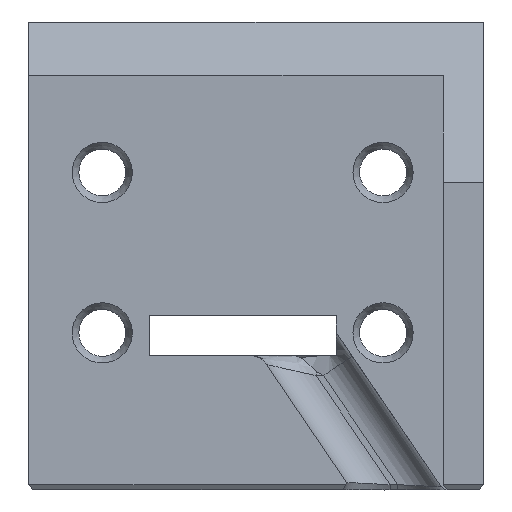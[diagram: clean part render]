
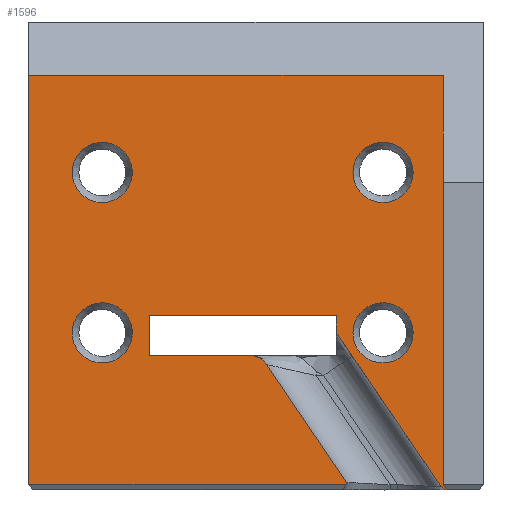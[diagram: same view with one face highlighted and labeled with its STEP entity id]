
A CAD part, front view. The second image highlights one B-rep face of the part: STEP entity #1596.
In plain terms, the highlighted planar face has unit normal (0, -1, 0).
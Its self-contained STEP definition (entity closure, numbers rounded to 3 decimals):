
#71=FACE_BOUND('',#280,.T.);
#72=FACE_BOUND('',#281,.T.);
#73=FACE_BOUND('',#282,.T.);
#74=FACE_BOUND('',#283,.T.);
#99=CIRCLE('',#1721,1.5);
#100=CIRCLE('',#1722,2.25);
#101=CIRCLE('',#1723,2.25);
#102=CIRCLE('',#1724,2.25);
#103=CIRCLE('',#1725,2.25);
#183=FACE_OUTER_BOUND('',#279,.T.);
#279=EDGE_LOOP('',(#1188,#1189,#1190,#1191,#1192,#1193,#1194,#1195,#1196,
#1197,#1198,#1199,#1200,#1201,#1202));
#280=EDGE_LOOP('',(#1203));
#281=EDGE_LOOP('',(#1204));
#282=EDGE_LOOP('',(#1205));
#283=EDGE_LOOP('',(#1206));
#357=LINE('',#2295,#511);
#360=LINE('',#2301,#514);
#361=LINE('',#2304,#515);
#373=LINE('',#2328,#527);
#403=LINE('',#2448,#557);
#412=LINE('',#2482,#566);
#414=LINE('',#2486,#568);
#415=LINE('',#2488,#569);
#416=LINE('',#2490,#570);
#417=LINE('',#2494,#571);
#418=LINE('',#2496,#572);
#419=LINE('',#2498,#573);
#420=LINE('',#2500,#574);
#421=LINE('',#2501,#575);
#511=VECTOR('',#1836,31.);
#514=VECTOR('',#1841,30.6);
#515=VECTOR('',#1844,0.495);
#527=VECTOR('',#1866,0.211);
#557=VECTOR('',#1940,30.6);
#566=VECTOR('',#1981,23.703);
#568=VECTOR('',#1985,0.114);
#569=VECTOR('',#1986,0.178);
#570=VECTOR('',#1987,10.671);
#571=VECTOR('',#1990,7.538);
#572=VECTOR('',#1991,3.);
#573=VECTOR('',#1992,14.);
#574=VECTOR('',#1993,1.268);
#575=VECTOR('',#1994,13.956);
#662=VERTEX_POINT('',#2288);
#664=VERTEX_POINT('',#2293);
#666=VERTEX_POINT('',#2298);
#667=VERTEX_POINT('',#2303);
#674=VERTEX_POINT('',#2327);
#709=VERTEX_POINT('',#2445);
#719=VERTEX_POINT('',#2481);
#720=VERTEX_POINT('',#2485);
#721=VERTEX_POINT('',#2487);
#722=VERTEX_POINT('',#2489);
#723=VERTEX_POINT('',#2491);
#724=VERTEX_POINT('',#2493);
#725=VERTEX_POINT('',#2495);
#726=VERTEX_POINT('',#2497);
#727=VERTEX_POINT('',#2499);
#728=VERTEX_POINT('',#2502);
#729=VERTEX_POINT('',#2504);
#730=VERTEX_POINT('',#2506);
#731=VERTEX_POINT('',#2508);
#815=EDGE_CURVE('',#664,#662,#357,.T.);
#818=EDGE_CURVE('',#662,#666,#360,.T.);
#819=EDGE_CURVE('',#667,#666,#361,.T.);
#831=EDGE_CURVE('',#667,#674,#373,.T.);
#876=EDGE_CURVE('',#664,#709,#403,.T.);
#893=EDGE_CURVE('',#719,#709,#412,.T.);
#895=EDGE_CURVE('',#720,#674,#414,.T.);
#896=EDGE_CURVE('',#719,#721,#415,.T.);
#897=EDGE_CURVE('',#721,#722,#416,.T.);
#898=EDGE_CURVE('',#722,#723,#99,.T.);
#899=EDGE_CURVE('',#723,#724,#417,.T.);
#900=EDGE_CURVE('',#724,#725,#418,.T.);
#901=EDGE_CURVE('',#725,#726,#419,.T.);
#902=EDGE_CURVE('',#726,#727,#420,.T.);
#903=EDGE_CURVE('',#720,#727,#421,.T.);
#904=EDGE_CURVE('',#728,#728,#100,.T.);
#905=EDGE_CURVE('',#729,#729,#101,.T.);
#906=EDGE_CURVE('',#730,#730,#102,.T.);
#907=EDGE_CURVE('',#731,#731,#103,.T.);
#1188=ORIENTED_EDGE('',*,*,#895,.T.);
#1189=ORIENTED_EDGE('',*,*,#831,.F.);
#1190=ORIENTED_EDGE('',*,*,#819,.T.);
#1191=ORIENTED_EDGE('',*,*,#818,.F.);
#1192=ORIENTED_EDGE('',*,*,#815,.F.);
#1193=ORIENTED_EDGE('',*,*,#876,.T.);
#1194=ORIENTED_EDGE('',*,*,#893,.F.);
#1195=ORIENTED_EDGE('',*,*,#896,.T.);
#1196=ORIENTED_EDGE('',*,*,#897,.T.);
#1197=ORIENTED_EDGE('',*,*,#898,.T.);
#1198=ORIENTED_EDGE('',*,*,#899,.T.);
#1199=ORIENTED_EDGE('',*,*,#900,.T.);
#1200=ORIENTED_EDGE('',*,*,#901,.T.);
#1201=ORIENTED_EDGE('',*,*,#902,.T.);
#1202=ORIENTED_EDGE('',*,*,#903,.F.);
#1203=ORIENTED_EDGE('',*,*,#904,.T.);
#1204=ORIENTED_EDGE('',*,*,#905,.T.);
#1205=ORIENTED_EDGE('',*,*,#906,.T.);
#1206=ORIENTED_EDGE('',*,*,#907,.T.);
#1540=PLANE('',#1720);
#1596=ADVANCED_FACE('',(#183,#71,#72,#73,#74),#1540,.T.);
#1720=AXIS2_PLACEMENT_3D('',#2484,#1983,#1984);
#1721=AXIS2_PLACEMENT_3D('',#2492,#1988,#1989);
#1722=AXIS2_PLACEMENT_3D('',#2503,#1995,#1996);
#1723=AXIS2_PLACEMENT_3D('',#2505,#1997,#1998);
#1724=AXIS2_PLACEMENT_3D('',#2507,#1999,#2000);
#1725=AXIS2_PLACEMENT_3D('',#2509,#2001,#2002);
#1836=DIRECTION('',(1.,0.,0.));
#1841=DIRECTION('',(0.,0.,-1.));
#1844=DIRECTION('',(-0.59,0.,0.808));
#1866=DIRECTION('',(-1.,0.,0.));
#1940=DIRECTION('',(0.,0.,-1.));
#1981=DIRECTION('',(-1.,0.,0.));
#1983=DIRECTION('center_axis',(0.,-1.,0.));
#1984=DIRECTION('ref_axis',(-1.,0.,0.));
#1985=DIRECTION('',(0.715,0.,-0.699));
#1986=DIRECTION('',(0.394,0.,0.919));
#1987=DIRECTION('',(-0.562,0.,0.827));
#1988=DIRECTION('center_axis',(0.,-1.,0.));
#1989=DIRECTION('ref_axis',(0.827,0.,0.562));
#1990=DIRECTION('',(-1.,0.,0.));
#1991=DIRECTION('',(0.,0.,1.));
#1992=DIRECTION('',(1.,0.,0.));
#1993=DIRECTION('',(0.,0.,-1.));
#1994=DIRECTION('',(-0.562,0.,0.827));
#1995=DIRECTION('center_axis',(0.,1.,0.));
#1996=DIRECTION('ref_axis',(1.,0.,0.));
#1997=DIRECTION('center_axis',(0.,1.,0.));
#1998=DIRECTION('ref_axis',(-1.,0.,0.));
#1999=DIRECTION('center_axis',(0.,1.,0.));
#2000=DIRECTION('ref_axis',(-1.,0.,0.));
#2001=DIRECTION('center_axis',(0.,1.,0.));
#2002=DIRECTION('ref_axis',(-1.,0.,0.));
#2288=CARTESIAN_POINT('',(15.,22.005,282.872));
#2293=CARTESIAN_POINT('',(-16.,22.005,282.872));
#2295=CARTESIAN_POINT('',(-16.,22.005,282.872));
#2298=CARTESIAN_POINT('',(15.,22.005,252.272));
#2301=CARTESIAN_POINT('',(15.,22.005,282.872));
#2303=CARTESIAN_POINT('',(15.292,22.005,251.872));
#2304=CARTESIAN_POINT('',(15.292,22.005,251.872));
#2327=CARTESIAN_POINT('',(15.081,22.005,251.872));
#2328=CARTESIAN_POINT('',(15.292,22.005,251.872));
#2445=CARTESIAN_POINT('',(-16.,22.005,252.272));
#2448=CARTESIAN_POINT('',(-16.,22.005,282.872));
#2481=CARTESIAN_POINT('',(7.703,22.005,252.272));
#2482=CARTESIAN_POINT('',(7.703,22.005,252.272));
#2484=CARTESIAN_POINT('Origin',(0.,22.005,0.));
#2485=CARTESIAN_POINT('',(14.84,22.005,252.108));
#2486=CARTESIAN_POINT('',(15.,22.005,251.951));
#2487=CARTESIAN_POINT('',(7.774,22.005,252.436));
#2488=CARTESIAN_POINT('',(7.703,22.005,252.272));
#2489=CARTESIAN_POINT('',(1.779,22.005,261.264));
#2490=CARTESIAN_POINT('',(7.774,22.005,252.436));
#2491=CARTESIAN_POINT('',(0.538,22.005,261.922));
#2492=CARTESIAN_POINT('Origin',(0.538,22.005,260.422));
#2493=CARTESIAN_POINT('',(-7.,22.005,261.922));
#2494=CARTESIAN_POINT('',(0.538,22.005,261.922));
#2495=CARTESIAN_POINT('',(-7.,22.005,264.922));
#2496=CARTESIAN_POINT('',(-7.,22.005,261.922));
#2497=CARTESIAN_POINT('',(7.,22.005,264.922));
#2498=CARTESIAN_POINT('',(-7.,22.005,264.922));
#2499=CARTESIAN_POINT('',(7.,22.005,263.654));
#2500=CARTESIAN_POINT('',(7.,22.005,264.922));
#2501=CARTESIAN_POINT('',(14.84,22.005,252.108));
#2502=CARTESIAN_POINT('',(10.5,22.005,265.872));
#2503=CARTESIAN_POINT('Origin',(10.5,22.005,263.622));
#2504=CARTESIAN_POINT('',(10.5,22.005,277.872));
#2505=CARTESIAN_POINT('Origin',(10.5,22.005,275.622));
#2506=CARTESIAN_POINT('',(-10.5,22.005,277.872));
#2507=CARTESIAN_POINT('Origin',(-10.5,22.005,275.622));
#2508=CARTESIAN_POINT('',(-10.5,22.005,265.872));
#2509=CARTESIAN_POINT('Origin',(-10.5,22.005,263.622));
